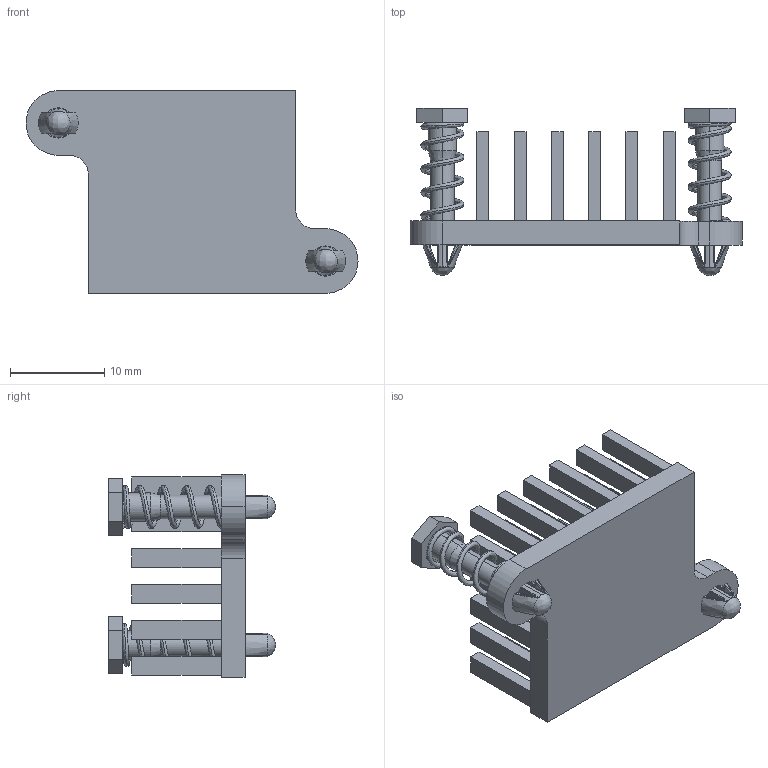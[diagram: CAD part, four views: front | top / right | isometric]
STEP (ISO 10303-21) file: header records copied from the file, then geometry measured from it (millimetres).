
FILE_DESCRIPTION (( 'STEP AP214' ), '1' );
FILE_NAME ('21x21.960-21-12-S-AB-0.STEP', '2018-09-29T21:23:54', ( '' ), ( '' ), 'SwSTEP 2.0', 'SolidWorks 2018', '' );
FILE_SCHEMA (( 'AUTOMOTIVE_DESIGN' ));
Length unit declared in the file: millimetre
Products named in the file (4): 21x21.960-21-12-S-AB-0; 21mm_base_21x12 side ears; 103904; Spring_C0180-022-0440-M
Assembly tree (5 placements, depth 2):
  21x21.960-21-12-S-AB-0
    21mm_base_21x12 side ears
    103904  x2
    Spring_C0180-022-0440-M  x2
Bounding box: 35.21 x 17.75 x 21.5 mm (x, y, z)
Volume: 2501.4 mm3; surface area: 4344.8 mm2
Topology: 5 solids, 5 shells, 371 faces, 905 edges, 582 vertices
Faces by surface type: plane 256, bspline 58, cylinder 49, cone 8
Entity records: 10445 total; most frequent: CARTESIAN_POINT 3851, ORIENTED_EDGE 1382, DIRECTION 1195, EDGE_CURVE 691, LINE 551, VECTOR 551, VERTEX_POINT 450, EDGE_LOOP 325
